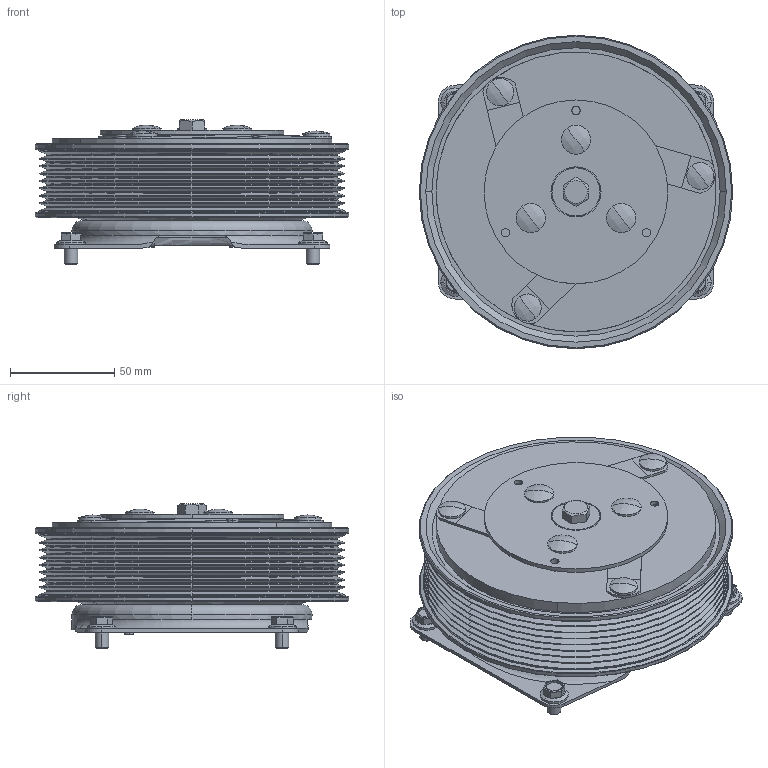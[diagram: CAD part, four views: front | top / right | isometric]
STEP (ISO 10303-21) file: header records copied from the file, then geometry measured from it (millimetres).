
FILE_DESCRIPTION (( 'STEP AP203' ), '1' );
FILE_NAME ('52629900_MA-MG02-DE_MGCL.STEP', '2016-03-18T07:56:19', ( '' ), ( '' ), 'SwSTEP 2.0', 'SolidWorks 2014', '' );
FILE_SCHEMA (( 'CONFIG_CONTROL_DESIGN' ));
Length unit declared in the file: millimetre
Products named in the file (1): 52629900_MA-MG02-DE_MGCL
Bounding box: 150 x 150 x 69.1 mm (x, y, z)
Volume: 620564.4 mm3; surface area: 125971.8 mm2
Topology: 7 solids, 16 shells, 724 faces, 1769 edges, 1071 vertices
Faces by surface type: cylinder 273, plane 240, cone 101, torus 98, sphere 12
Entity records: 21790 total; most frequent: DIRECTION 4145, CARTESIAN_POINT 3995, ORIENTED_EDGE 3514, AXIS2_PLACEMENT_3D 1759, EDGE_CURVE 1757, VERTEX_POINT 1071, CIRCLE 1034, EDGE_LOOP 816
